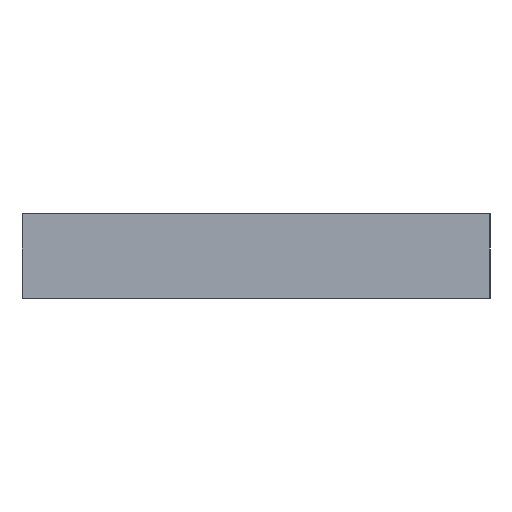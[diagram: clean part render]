
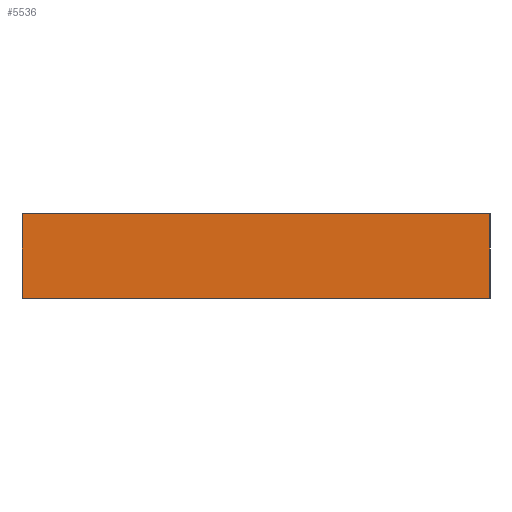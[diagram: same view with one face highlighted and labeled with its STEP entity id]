
A CAD part, left-side view. The second image highlights one B-rep face of the part: STEP entity #5536.
In plain terms, the highlighted planar face has unit normal (-1, 0, 0).
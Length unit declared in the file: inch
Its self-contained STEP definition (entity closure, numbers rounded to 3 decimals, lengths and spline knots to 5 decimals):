
#5258=CARTESIAN_POINT('',(0.0,0.0,0.00196));
#5259=VERTEX_POINT('',#5258);
#5274=CARTESIAN_POINT('',(0.,0.01083,0.00196));
#5275=VERTEX_POINT('',#5274);
#5282=CARTESIAN_POINT('',(0.,0.0,0.00196));
#5283=DIRECTION('',(0.0,1.0,0.0));
#5284=VECTOR('',#5283,0.01083);
#5285=LINE('',#5282,#5284);
#5286=EDGE_CURVE('',#5259,#5275,#5285,.T.);
#5488=CARTESIAN_POINT('',(0.0,0.0,0.0));
#5489=VERTEX_POINT('',#5488);
#5490=CARTESIAN_POINT('',(0.0,0.0,0.0));
#5491=DIRECTION('',(0.0,0.0,1.0));
#5492=VECTOR('',#5491,0.00196);
#5493=LINE('',#5490,#5492);
#5494=EDGE_CURVE('',#5489,#5259,#5493,.T.);
#5513=CARTESIAN_POINT('',(0.0,0.0,0.0));
#5514=DIRECTION('',(-1.0,0.0,0.0));
#5515=DIRECTION('',(0.0,0.0,1.0));
#5516=AXIS2_PLACEMENT_3D('',#5513,#5514,#5515);
#5517=PLANE('',#5516);
#5518=ORIENTED_EDGE('',*,*,#5286,.T.);
#5519=CARTESIAN_POINT('',(0.,0.01083,0.0));
#5520=VERTEX_POINT('',#5519);
#5521=CARTESIAN_POINT('',(0.,0.01083,0.0));
#5522=DIRECTION('',(0.0,0.0,1.0));
#5523=VECTOR('',#5522,0.00196);
#5524=LINE('',#5521,#5523);
#5525=EDGE_CURVE('',#5520,#5275,#5524,.T.);
#5526=ORIENTED_EDGE('',*,*,#5525,.F.);
#5527=CARTESIAN_POINT('',(0.,0.01083,0.0));
#5528=DIRECTION('',(0.0,-1.0,0.0));
#5529=VECTOR('',#5528,0.01083);
#5530=LINE('',#5527,#5529);
#5531=EDGE_CURVE('',#5520,#5489,#5530,.T.);
#5532=ORIENTED_EDGE('',*,*,#5531,.T.);
#5533=ORIENTED_EDGE('',*,*,#5494,.T.);
#5534=EDGE_LOOP('',(#5518,#5526,#5532,#5533));
#5535=FACE_OUTER_BOUND('',#5534,.T.);
#5536=ADVANCED_FACE('',(#5535),#5517,.T.);
